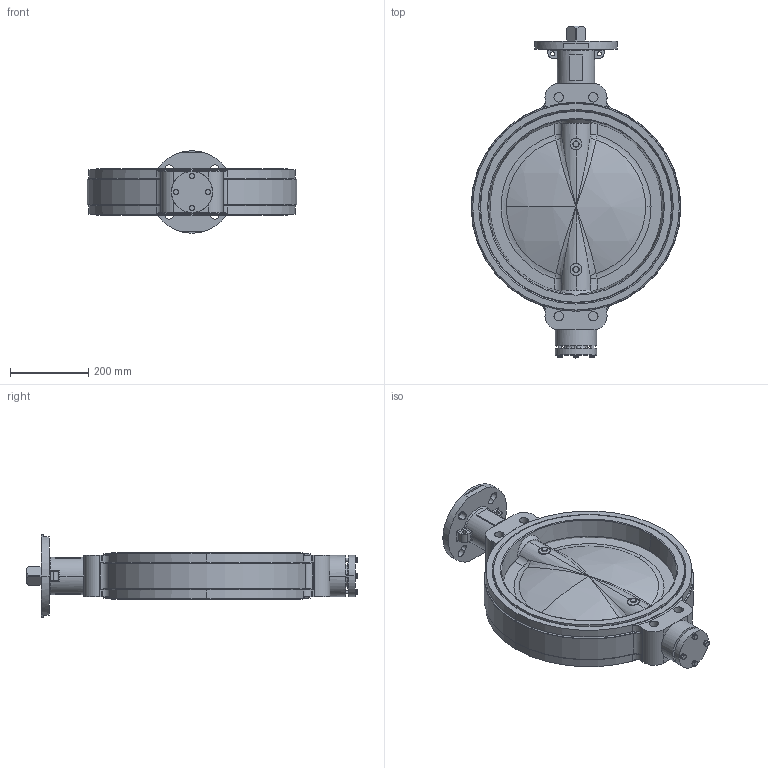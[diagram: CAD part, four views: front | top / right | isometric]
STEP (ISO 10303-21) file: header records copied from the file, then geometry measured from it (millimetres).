
FILE_DESCRIPTION (( 'STEP AP203' ), '1' );
FILE_NAME ('DN450評概蚾饜极.STEP', '2024-08-16T06:49:50', ( '' ), ( '' ), 'SwSTEP 2.0', 'SolidWorks 2018', '' );
FILE_SCHEMA (( 'CONFIG_CONTROL_DESIGN' ));
Length unit declared in the file: millimetre
Products named in the file (17): O____-58x2.65.STEP.STEP; YH-D450III-14SC-00-Y____.STEP.STEP; 概极; hexagon head bolts-full thread gb_GB_FASTENER_BOLT_STBAB A M8X30-N.STEP.STEP; DN450む坳錨窒璃; PAP____-55x50x40.STEP.STEP; YH550-________________-DN400-YH550-D450-03AZ10-00.STEP.STEP; __________________-DN450-YH-D450III-15SC.STEP.STEP; cross recessed countersunk head screws gb1_GB_CROSS_SCREWS_TYPE4 M8X16-11.35  H type-N.STEP.STEP; ______-14x90.STEP.STEP; spring lock washers--normal type gb_GB_FASTENER_WASHER_SW 8.STEP.STEP; DN450評概蚾饜极; YH935-D450II-13C-00-____.STEP.STEP; ____________-DN450.STEP.STEP; DN450.STEP; ____ __ PN10-16.STEP.STEP; ________.STEP.STEP
Assembly tree (26 placements, depth 4):
  DN450評概蚾饜极
    DN450む坳錨窒璃
      DN450.STEP
        ____ __ PN10-16.STEP.STEP
        YH550-________________-DN400-YH550-D450-03AZ10-00.STEP.STEP
        ____________-DN450.STEP.STEP
        __________________-DN450-YH-D450III-15SC.STEP.STEP
        YH935-D450II-13C-00-____.STEP.STEP
        YH-D450III-14SC-00-Y____.STEP.STEP
        PAP____-55x50x40.STEP.STEP  x3
        O____-58x2.65.STEP.STEP
        cross recessed countersunk head screws gb1_GB_CROSS_SCREWS_TYPE4 M8X16-11.35  H type-N.STEP.STEP  x2
        ______-14x90.STEP.STEP  x2
        ________.STEP.STEP
        spring lock washers--normal type gb_GB_FASTENER_WASHER_SW 8.STEP.STEP  x4
        hexagon head bolts-full thread gb_GB_FASTENER_BOLT_STBAB A M8X30-N.STEP.STEP  x4
    概极
Bounding box: 535 x 846.55 x 210 mm (x, y, z)
Volume: 15234271.8 mm3; surface area: 1853142.9 mm2
Topology: 24 solids, 24 shells, 763 faces, 1850 edges, 1140 vertices
Faces by surface type: cylinder 258, plane 229, cone 135, torus 73, bspline 52, sphere 16
Entity records: 32558 total; most frequent: CARTESIAN_POINT 16374, DIRECTION 3045, ORIENTED_EDGE 2924, EDGE_CURVE 1462, AXIS2_PLACEMENT_3D 1285, VERTEX_POINT 908, CIRCLE 699, EDGE_LOOP 690
